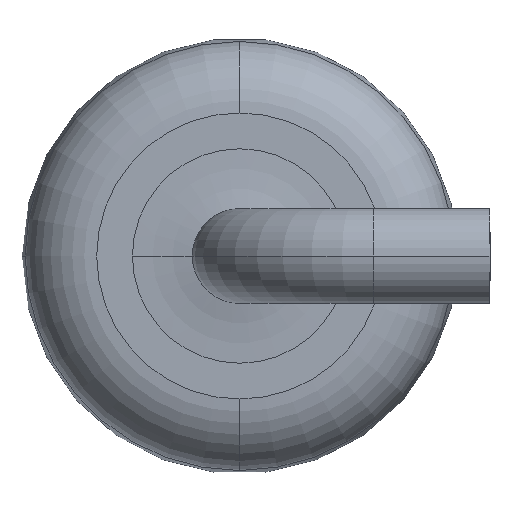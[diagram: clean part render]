
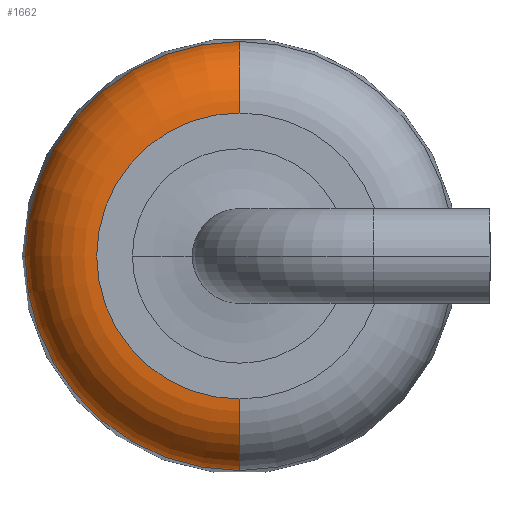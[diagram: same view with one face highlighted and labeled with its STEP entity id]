
A CAD part, left-side view. The second image highlights one B-rep face of the part: STEP entity #1662.
In plain terms, the highlighted toroidal (fillet/blend) face has major radius 0.8 mm and minor radius 0.4 mm.
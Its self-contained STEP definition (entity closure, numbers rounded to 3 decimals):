
#2 = DIRECTION ( 'NONE',  ( 0., 1., 0. ) ) ;
#5 = VERTEX_POINT ( 'NONE', #1013 ) ;
#10 = CARTESIAN_POINT ( 'NONE',  ( -3., 0., -0.8 ) ) ;
#137 = CARTESIAN_POINT ( 'NONE',  ( -2.6, 0., 0. ) ) ;
#174 = CARTESIAN_POINT ( 'NONE',  ( -3., 0., 0. ) ) ;
#178 = CARTESIAN_POINT ( 'NONE',  ( -2.6, 0., 1.2 ) ) ;
#189 = AXIS2_PLACEMENT_3D ( 'NONE', #137, #331, #2356 ) ;
#193 = CARTESIAN_POINT ( 'NONE',  ( -2.6, 0., 0.8 ) ) ;
#226 = AXIS2_PLACEMENT_3D ( 'NONE', #1614, #1978, #514 ) ;
#314 = DIRECTION ( 'NONE',  ( 0., -1., 0. ) ) ;
#331 = DIRECTION ( 'NONE',  ( 1., 0., 0. ) ) ;
#332 = VERTEX_POINT ( 'NONE', #10 ) ;
#365 = DIRECTION ( 'NONE',  ( 0., 0., -1. ) ) ;
#453 = AXIS2_PLACEMENT_3D ( 'NONE', #1077, #900, #2170 ) ;
#471 = EDGE_CURVE ( 'NONE', #332, #1049, #1107, .T. ) ;
#514 = DIRECTION ( 'NONE',  ( 0., 0., -1. ) ) ;
#527 = EDGE_CURVE ( 'NONE', #5, #332, #2040, .T. ) ;
#572 = ORIENTED_EDGE ( 'NONE', *, *, #1617, .F. ) ;
#744 = ORIENTED_EDGE ( 'NONE', *, *, #471, .F. ) ;
#783 = VERTEX_POINT ( 'NONE', #880 ) ;
#880 = CARTESIAN_POINT ( 'NONE',  ( -2.6, 1.2, 0. ) ) ;
#900 = DIRECTION ( 'NONE',  ( 1., 0., 0. ) ) ;
#925 = TOROIDAL_SURFACE ( 'NONE', #189, 0.8, 0.4 ) ;
#1013 = CARTESIAN_POINT ( 'NONE',  ( -3., 0., 0.8 ) ) ;
#1049 = VERTEX_POINT ( 'NONE', #1582 ) ;
#1077 = CARTESIAN_POINT ( 'NONE',  ( -2.6, 0., 0. ) ) ;
#1099 = DIRECTION ( 'NONE',  ( 0., 0., -1. ) ) ;
#1107 = CIRCLE ( 'NONE', #1416, 0.4 ) ;
#1140 = EDGE_LOOP ( 'NONE', ( #2047, #1591, #572, #1579, #744 ) ) ;
#1234 = CIRCLE ( 'NONE', #226, 1.2 ) ;
#1355 = CIRCLE ( 'NONE', #453, 1.2 ) ;
#1416 = AXIS2_PLACEMENT_3D ( 'NONE', #1470, #314, #365 ) ;
#1440 = EDGE_CURVE ( 'NONE', #5, #1673, #1658, .T. ) ;
#1465 = AXIS2_PLACEMENT_3D ( 'NONE', #193, #2, #1811 ) ;
#1470 = CARTESIAN_POINT ( 'NONE',  ( -2.6, 0., -0.8 ) ) ;
#1579 = ORIENTED_EDGE ( 'NONE', *, *, #2065, .F. ) ;
#1582 = CARTESIAN_POINT ( 'NONE',  ( -2.6, 0., -1.2 ) ) ;
#1591 = ORIENTED_EDGE ( 'NONE', *, *, #1440, .T. ) ;
#1614 = CARTESIAN_POINT ( 'NONE',  ( -2.6, 0., 0. ) ) ;
#1617 = EDGE_CURVE ( 'NONE', #783, #1673, #1234, .T. ) ;
#1658 = CIRCLE ( 'NONE', #1465, 0.4 ) ;
#1662 = ADVANCED_FACE ( 'NONE', ( #1795 ), #925, .T. ) ;
#1673 = VERTEX_POINT ( 'NONE', #178 ) ;
#1795 = FACE_OUTER_BOUND ( 'NONE', #1140, .T. ) ;
#1811 = DIRECTION ( 'NONE',  ( 0., 0., 1. ) ) ;
#1978 = DIRECTION ( 'NONE',  ( 1., 0., 0. ) ) ;
#1998 = AXIS2_PLACEMENT_3D ( 'NONE', #174, #2027, #1099 ) ;
#2027 = DIRECTION ( 'NONE',  ( -1., 0., 0. ) ) ;
#2040 = CIRCLE ( 'NONE', #1998, 0.8 ) ;
#2047 = ORIENTED_EDGE ( 'NONE', *, *, #527, .F. ) ;
#2065 = EDGE_CURVE ( 'NONE', #1049, #783, #1355, .T. ) ;
#2170 = DIRECTION ( 'NONE',  ( 0., 0., -1. ) ) ;
#2356 = DIRECTION ( 'NONE',  ( 0., 0., -1. ) ) ;
